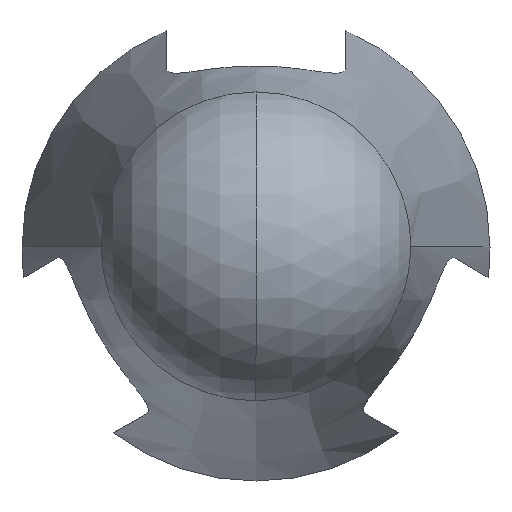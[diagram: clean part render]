
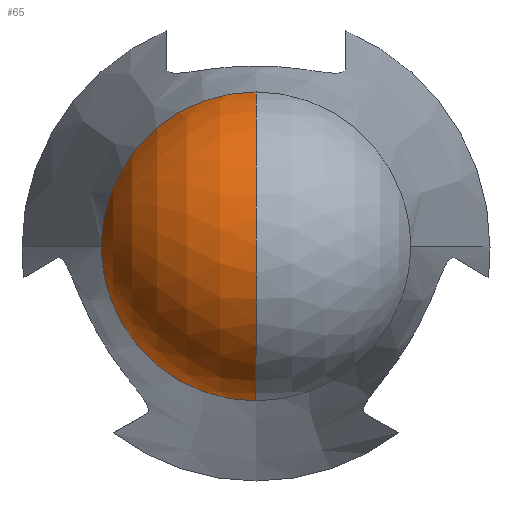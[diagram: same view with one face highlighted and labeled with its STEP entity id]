
A CAD part, top view. The second image highlights one B-rep face of the part: STEP entity #65.
In plain terms, the highlighted spherical face has radius 880.333 mm.
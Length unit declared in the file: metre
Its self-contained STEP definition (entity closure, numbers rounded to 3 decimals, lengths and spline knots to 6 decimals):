
#6 = AXIS2_PLACEMENT_3D ( 'NONE', #797, #253, #678 ) ;
#38 = ORIENTED_EDGE ( 'NONE', *, *, #425, .F. ) ;
#53 = CARTESIAN_POINT ( 'NONE',  ( 0., 0.861095, 1.183031 ) ) ;
#65 = ADVANCED_FACE ( 'NONE', ( #1289 ), #1384, .T. ) ;
#70 = CARTESIAN_POINT ( 'NONE',  ( 0., 0., 1. ) ) ;
#179 = CIRCLE ( 'NONE', #521, 0.861095 ) ;
#185 = CIRCLE ( 'NONE', #1212, 0.861095 ) ;
#220 = VERTEX_POINT ( 'NONE', #290 ) ;
#233 = EDGE_CURVE ( 'NONE', #382, #220, #728, .T. ) ;
#250 = EDGE_CURVE ( 'NONE', #1112, #382, #185, .T. ) ;
#253 = DIRECTION ( 'NONE',  ( 1., 0., 0. ) ) ;
#286 = DIRECTION ( 'NONE',  ( -1., 0., 0. ) ) ;
#290 = CARTESIAN_POINT ( 'NONE',  ( 0., 0., 1.880333 ) ) ;
#308 = CARTESIAN_POINT ( 'NONE',  ( 0., 0., 1.183031 ) ) ;
#351 = ORIENTED_EDGE ( 'NONE', *, *, #250, .T. ) ;
#352 = EDGE_LOOP ( 'NONE', ( #351, #1093, #38, #565 ) ) ;
#382 = VERTEX_POINT ( 'NONE', #471 ) ;
#425 = EDGE_CURVE ( 'NONE', #925, #220, #661, .T. ) ;
#471 = CARTESIAN_POINT ( 'NONE',  ( 0., -0.861095, 1.183031 ) ) ;
#490 = DIRECTION ( 'NONE',  ( 0., 1., 0. ) ) ;
#504 = DIRECTION ( 'NONE',  ( 0., -1., 0. ) ) ;
#521 = AXIS2_PLACEMENT_3D ( 'NONE', #1237, #909, #1338 ) ;
#565 = ORIENTED_EDGE ( 'NONE', *, *, #733, .T. ) ;
#661 = CIRCLE ( 'NONE', #6, 0.880333 ) ;
#678 = DIRECTION ( 'NONE',  ( 0., 0., -1. ) ) ;
#728 = CIRCLE ( 'NONE', #1208, 0.880333 ) ;
#733 = EDGE_CURVE ( 'NONE', #925, #1112, #179, .T. ) ;
#797 = CARTESIAN_POINT ( 'NONE',  ( 0., 0., 1. ) ) ;
#807 = CARTESIAN_POINT ( 'NONE',  ( -0.861095, 0., 1.183031 ) ) ;
#909 = DIRECTION ( 'NONE',  ( 0., 0., 1. ) ) ;
#921 = AXIS2_PLACEMENT_3D ( 'NONE', #1048, #286, #490 ) ;
#925 = VERTEX_POINT ( 'NONE', #53 ) ;
#948 = DIRECTION ( 'NONE',  ( -1., 0., 0. ) ) ;
#1048 = CARTESIAN_POINT ( 'NONE',  ( 0., 0., 1. ) ) ;
#1093 = ORIENTED_EDGE ( 'NONE', *, *, #233, .T. ) ;
#1112 = VERTEX_POINT ( 'NONE', #807 ) ;
#1165 = DIRECTION ( 'NONE',  ( 0., 0., 1. ) ) ;
#1208 = AXIS2_PLACEMENT_3D ( 'NONE', #70, #948, #504 ) ;
#1212 = AXIS2_PLACEMENT_3D ( 'NONE', #308, #1165, #1399 ) ;
#1237 = CARTESIAN_POINT ( 'NONE',  ( 0., 0., 1.183031 ) ) ;
#1289 = FACE_OUTER_BOUND ( 'NONE', #352, .T. ) ;
#1338 = DIRECTION ( 'NONE',  ( 1., 0., 0. ) ) ;
#1384 = SPHERICAL_SURFACE ( 'NONE', #921, 0.880333 ) ;
#1399 = DIRECTION ( 'NONE',  ( 1., 0., 0. ) ) ;
